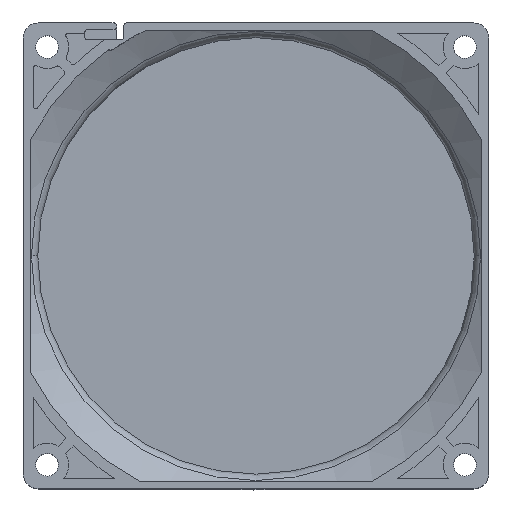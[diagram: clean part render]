
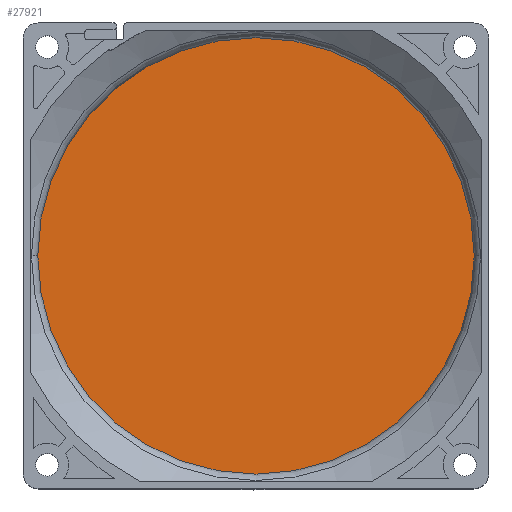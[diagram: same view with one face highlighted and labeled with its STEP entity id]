
A CAD part, top view. The second image highlights one B-rep face of the part: STEP entity #27921.
In plain terms, the highlighted planar face has unit normal (0, 0, 1).
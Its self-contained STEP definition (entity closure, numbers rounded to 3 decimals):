
#116 = DIRECTION ( 'NONE',  ( 1., 0., 0. ) ) ;
#1576 = AXIS2_PLACEMENT_3D ( 'NONE', #3200, #24840, #22314 ) ;
#1606 = EDGE_LOOP ( 'NONE', ( #14811, #33006 ) ) ;
#2372 = DIRECTION ( 'NONE',  ( 1., 0., 0. ) ) ;
#3200 = CARTESIAN_POINT ( 'NONE',  ( 0., 0., -3.1 ) ) ;
#3803 = CARTESIAN_POINT ( 'NONE',  ( 43.1, 0., -3.1 ) ) ;
#4477 = CIRCLE ( 'NONE', #30868, 43.1 ) ;
#5675 = AXIS2_PLACEMENT_3D ( 'NONE', #11032, #16131, #116 ) ;
#7004 = FACE_OUTER_BOUND ( 'NONE', #1606, .T. ) ;
#11032 = CARTESIAN_POINT ( 'NONE',  ( 0., 0., -3.1 ) ) ;
#14811 = ORIENTED_EDGE ( 'NONE', *, *, #30628, .T. ) ;
#16131 = DIRECTION ( 'NONE',  ( 0., 0., 1. ) ) ;
#21759 = PLANE ( 'NONE',  #5675 ) ;
#22314 = DIRECTION ( 'NONE',  ( 1., 0., 0. ) ) ;
#24840 = DIRECTION ( 'NONE',  ( 0., 0., 1. ) ) ;
#26836 = EDGE_CURVE ( 'NONE', #28039, #32403, #4477, .T. ) ;
#27103 = CARTESIAN_POINT ( 'NONE',  ( 0., 0., -3.1 ) ) ;
#27921 = ADVANCED_FACE ( 'NONE', ( #7004 ), #21759, .T. ) ;
#28039 = VERTEX_POINT ( 'NONE', #33251 ) ;
#29854 = DIRECTION ( 'NONE',  ( 0., 0., 1. ) ) ;
#30628 = EDGE_CURVE ( 'NONE', #32403, #28039, #31542, .T. ) ;
#30868 = AXIS2_PLACEMENT_3D ( 'NONE', #27103, #29854, #2372 ) ;
#31542 = CIRCLE ( 'NONE', #1576, 43.1 ) ;
#32403 = VERTEX_POINT ( 'NONE', #3803 ) ;
#33006 = ORIENTED_EDGE ( 'NONE', *, *, #26836, .T. ) ;
#33251 = CARTESIAN_POINT ( 'NONE',  ( -43.1, 0., -3.1 ) ) ;
